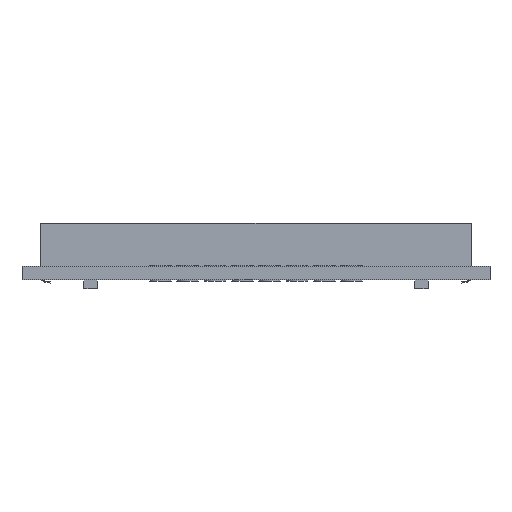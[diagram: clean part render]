
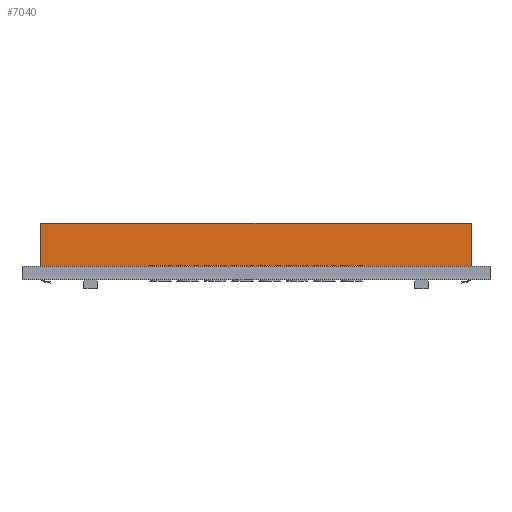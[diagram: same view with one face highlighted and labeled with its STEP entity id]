
A CAD part, front view. The second image highlights one B-rep face of the part: STEP entity #7040.
In plain terms, the highlighted planar face has unit normal (0, -1, 0).
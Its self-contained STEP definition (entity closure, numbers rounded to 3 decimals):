
#115 = PLANE('',#116);
#116 = AXIS2_PLACEMENT_3D('',#117,#118,#119);
#117 = CARTESIAN_POINT('',(21.75,21.5,1.25));
#118 = DIRECTION('',(0.,0.,1.));
#119 = DIRECTION('',(1.,0.,0.));
#2708 = PLANE('',#2709);
#2709 = AXIS2_PLACEMENT_3D('',#2710,#2711,#2712);
#2710 = CARTESIAN_POINT('',(1.75,5.,1.25));
#2711 = DIRECTION('',(-1.,0.,0.));
#2712 = DIRECTION('',(0.,1.,0.));
#2858 = PLANE('',#2859);
#2859 = AXIS2_PLACEMENT_3D('',#2860,#2861,#2862);
#2860 = CARTESIAN_POINT('',(41.75,39.,1.25));
#2861 = DIRECTION('',(1.,0.,0.));
#2862 = DIRECTION('',(0.,-1.,0.));
#3036 = VERTEX_POINT('',#3037);
#3037 = CARTESIAN_POINT('',(41.75,5.,1.25));
#3058 = EDGE_CURVE('',#3036,#3059,#3061,.T.);
#3059 = VERTEX_POINT('',#3060);
#3060 = CARTESIAN_POINT('',(1.75,5.,1.25));
#3061 = SURFACE_CURVE('',#3062,(#3066,#3073),.PCURVE_S1.);
#3062 = LINE('',#3063,#3064);
#3063 = CARTESIAN_POINT('',(41.75,5.,1.25));
#3064 = VECTOR('',#3065,1.);
#3065 = DIRECTION('',(-1.,0.,0.));
#3066 = PCURVE('',#115,#3067);
#3067 = DEFINITIONAL_REPRESENTATION('',(#3068),#3072);
#3068 = LINE('',#3069,#3070);
#3069 = CARTESIAN_POINT('',(20.,-16.5));
#3070 = VECTOR('',#3071,1.);
#3071 = DIRECTION('',(-1.,0.));
#3072 = ( GEOMETRIC_REPRESENTATION_CONTEXT(2) 
PARAMETRIC_REPRESENTATION_CONTEXT() REPRESENTATION_CONTEXT('2D SPACE',''
  ) );
#3073 = PCURVE('',#3074,#3079);
#3074 = PLANE('',#3075);
#3075 = AXIS2_PLACEMENT_3D('',#3076,#3077,#3078);
#3076 = CARTESIAN_POINT('',(41.75,5.,1.25));
#3077 = DIRECTION('',(0.,-1.,0.));
#3078 = DIRECTION('',(-1.,0.,0.));
#3079 = DEFINITIONAL_REPRESENTATION('',(#3080),#3084);
#3080 = LINE('',#3081,#3082);
#3081 = CARTESIAN_POINT('',(0.,-0.));
#3082 = VECTOR('',#3083,1.);
#3083 = DIRECTION('',(1.,0.));
#3084 = ( GEOMETRIC_REPRESENTATION_CONTEXT(2) 
PARAMETRIC_REPRESENTATION_CONTEXT() REPRESENTATION_CONTEXT('2D SPACE',''
  ) );
#6924 = EDGE_CURVE('',#3059,#6925,#6927,.T.);
#6925 = VERTEX_POINT('',#6926);
#6926 = CARTESIAN_POINT('',(1.75,5.,5.25));
#6927 = SURFACE_CURVE('',#6928,(#6932,#6939),.PCURVE_S1.);
#6928 = LINE('',#6929,#6930);
#6929 = CARTESIAN_POINT('',(1.75,5.,1.25));
#6930 = VECTOR('',#6931,1.);
#6931 = DIRECTION('',(0.,0.,1.));
#6932 = PCURVE('',#2708,#6933);
#6933 = DEFINITIONAL_REPRESENTATION('',(#6934),#6938);
#6934 = LINE('',#6935,#6936);
#6935 = CARTESIAN_POINT('',(0.,0.));
#6936 = VECTOR('',#6937,1.);
#6937 = DIRECTION('',(0.,-1.));
#6938 = ( GEOMETRIC_REPRESENTATION_CONTEXT(2) 
PARAMETRIC_REPRESENTATION_CONTEXT() REPRESENTATION_CONTEXT('2D SPACE',''
  ) );
#6939 = PCURVE('',#3074,#6940);
#6940 = DEFINITIONAL_REPRESENTATION('',(#6941),#6945);
#6941 = LINE('',#6942,#6943);
#6942 = CARTESIAN_POINT('',(40.,0.));
#6943 = VECTOR('',#6944,1.);
#6944 = DIRECTION('',(0.,-1.));
#6945 = ( GEOMETRIC_REPRESENTATION_CONTEXT(2) 
PARAMETRIC_REPRESENTATION_CONTEXT() REPRESENTATION_CONTEXT('2D SPACE',''
  ) );
#6963 = PLANE('',#6964);
#6964 = AXIS2_PLACEMENT_3D('',#6965,#6966,#6967);
#6965 = CARTESIAN_POINT('',(21.75,22.,5.25));
#6966 = DIRECTION('',(-0.,-0.,-1.));
#6967 = DIRECTION('',(-1.,0.,0.));
#7040 = ADVANCED_FACE('',(#7041),#3074,.T.);
#7041 = FACE_BOUND('',#7042,.T.);
#7042 = EDGE_LOOP('',(#7043,#7066,#7087,#7088));
#7043 = ORIENTED_EDGE('',*,*,#7044,.T.);
#7044 = EDGE_CURVE('',#3036,#7045,#7047,.T.);
#7045 = VERTEX_POINT('',#7046);
#7046 = CARTESIAN_POINT('',(41.75,5.,5.25));
#7047 = SURFACE_CURVE('',#7048,(#7052,#7059),.PCURVE_S1.);
#7048 = LINE('',#7049,#7050);
#7049 = CARTESIAN_POINT('',(41.75,5.,1.25));
#7050 = VECTOR('',#7051,1.);
#7051 = DIRECTION('',(0.,0.,1.));
#7052 = PCURVE('',#3074,#7053);
#7053 = DEFINITIONAL_REPRESENTATION('',(#7054),#7058);
#7054 = LINE('',#7055,#7056);
#7055 = CARTESIAN_POINT('',(0.,-0.));
#7056 = VECTOR('',#7057,1.);
#7057 = DIRECTION('',(0.,-1.));
#7058 = ( GEOMETRIC_REPRESENTATION_CONTEXT(2) 
PARAMETRIC_REPRESENTATION_CONTEXT() REPRESENTATION_CONTEXT('2D SPACE',''
  ) );
#7059 = PCURVE('',#2858,#7060);
#7060 = DEFINITIONAL_REPRESENTATION('',(#7061),#7065);
#7061 = LINE('',#7062,#7063);
#7062 = CARTESIAN_POINT('',(34.,0.));
#7063 = VECTOR('',#7064,1.);
#7064 = DIRECTION('',(0.,-1.));
#7065 = ( GEOMETRIC_REPRESENTATION_CONTEXT(2) 
PARAMETRIC_REPRESENTATION_CONTEXT() REPRESENTATION_CONTEXT('2D SPACE',''
  ) );
#7066 = ORIENTED_EDGE('',*,*,#7067,.T.);
#7067 = EDGE_CURVE('',#7045,#6925,#7068,.T.);
#7068 = SURFACE_CURVE('',#7069,(#7073,#7080),.PCURVE_S1.);
#7069 = LINE('',#7070,#7071);
#7070 = CARTESIAN_POINT('',(41.75,5.,5.25));
#7071 = VECTOR('',#7072,1.);
#7072 = DIRECTION('',(-1.,0.,0.));
#7073 = PCURVE('',#3074,#7074);
#7074 = DEFINITIONAL_REPRESENTATION('',(#7075),#7079);
#7075 = LINE('',#7076,#7077);
#7076 = CARTESIAN_POINT('',(0.,-4.));
#7077 = VECTOR('',#7078,1.);
#7078 = DIRECTION('',(1.,0.));
#7079 = ( GEOMETRIC_REPRESENTATION_CONTEXT(2) 
PARAMETRIC_REPRESENTATION_CONTEXT() REPRESENTATION_CONTEXT('2D SPACE',''
  ) );
#7080 = PCURVE('',#6963,#7081);
#7081 = DEFINITIONAL_REPRESENTATION('',(#7082),#7086);
#7082 = LINE('',#7083,#7084);
#7083 = CARTESIAN_POINT('',(-20.,-17.));
#7084 = VECTOR('',#7085,1.);
#7085 = DIRECTION('',(1.,0.));
#7086 = ( GEOMETRIC_REPRESENTATION_CONTEXT(2) 
PARAMETRIC_REPRESENTATION_CONTEXT() REPRESENTATION_CONTEXT('2D SPACE',''
  ) );
#7087 = ORIENTED_EDGE('',*,*,#6924,.F.);
#7088 = ORIENTED_EDGE('',*,*,#3058,.F.);
